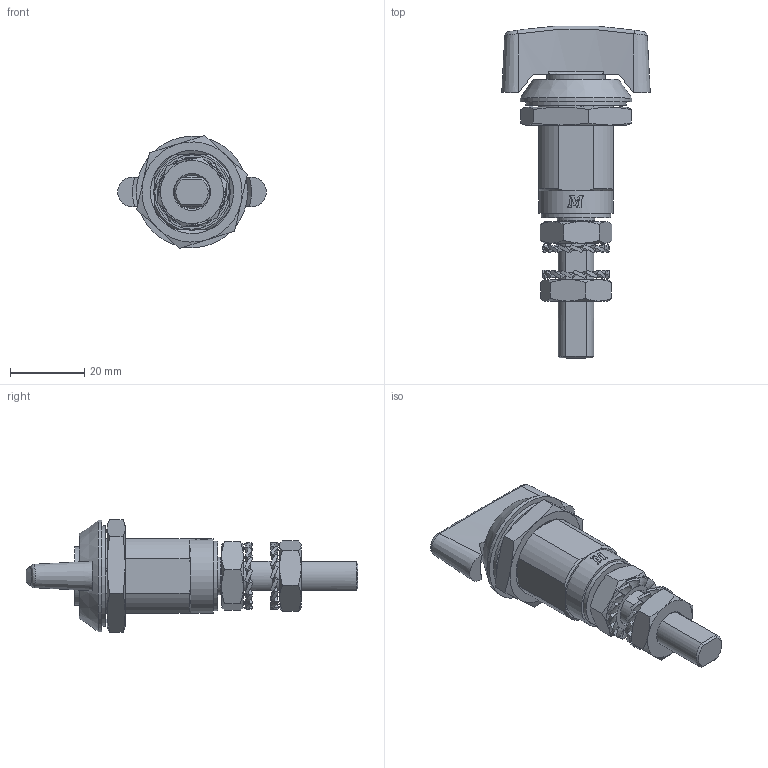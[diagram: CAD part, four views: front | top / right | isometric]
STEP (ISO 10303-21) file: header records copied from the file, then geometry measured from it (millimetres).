
FILE_DESCRIPTION(('STEP AP203'),'1');
FILE_NAME('040.2.1.1.94.00.002.step','2017-07-19T06:55:06',(' '),(' '),'Spatial InterOp 3D',' ',' ');
FILE_SCHEMA(('CONFIG_CONTROL_DESIGN'));
Length unit declared in the file: millimetre
Products named in the file (10): 1; 2; 3; 4; 5; 6; 7; 8; 9; 10
Bounding box: 40 x 89.4 x 30.41 mm (x, y, z)
Volume: 22291 mm3; surface area: 17197.5 mm2
Topology: 10 solids, 10 shells, 391 faces, 954 edges, 596 vertices
Faces by surface type: bspline 168, plane 108, cone 60, cylinder 43, extrusion 10, torus 2
Full cylindrical faces by diameter (mm): 3.6 x1, 9 x2, 10 x1, 10.2 x1, 10.5 x2, 12.2 x1, 12.4 x1, 14 x2, 15.8 x2, 16.1 x1, 16.6 x1, 17 x1, 18.7 x1, 20 x1, 20.6 x1, 27 x1, 30 x1
Entity records: 19247 total; most frequent: CARTESIAN_POINT 11281, ORIENTED_EDGE 1828, DIRECTION 991, EDGE_CURVE 914, VERTEX_POINT 588, B_SPLINE_CURVE_WITH_KNOTS 574, EDGE_LOOP 458, FACE_OUTER_BOUND 412
